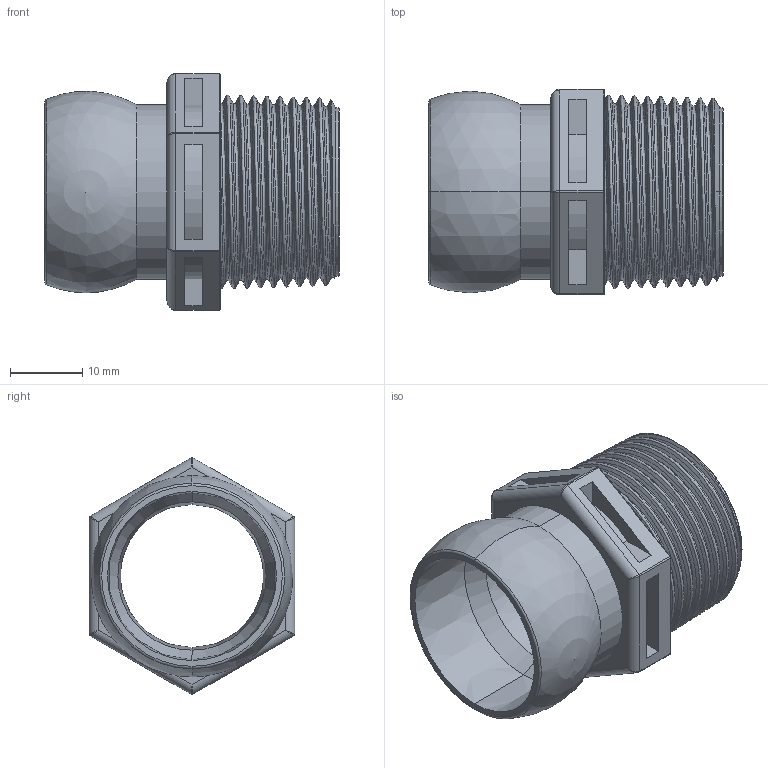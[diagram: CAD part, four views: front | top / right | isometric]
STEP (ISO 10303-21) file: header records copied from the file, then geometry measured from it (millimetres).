
FILE_DESCRIPTION (( 'STEP AP203' ), '1' );
FILE_NAME ('3-4 x3-4 BSPT.STEP', '2005-02-04T21:26:37', ( 'mark lockwood' ), ( 'lockwood products inc.' ), 'SwSTEP 2.0', 'SolidWorks 2004146', '' );
FILE_SCHEMA (( 'CONFIG_CONTROL_DESIGN' ));
Length unit declared in the file: inch
Products named in the file (1): 3-4 x3-4 BSPT
Bounding box: 40.69 x 28.45 x 32.77 mm (x, y, z)
Volume: 7910.5 mm3; surface area: 8039.3 mm2
Topology: 1 solids, 1 shells, 98 faces, 233 edges, 137 vertices
Faces by surface type: plane 34, cylinder 31, bspline 12, torus 11, cone 8, sphere 2
Entity records: 10463 total; most frequent: CARTESIAN_POINT 8249, ORIENTED_EDGE 444, DIRECTION 437, EDGE_CURVE 222, AXIS2_PLACEMENT_3D 163, VERTEX_POINT 134, VECTOR 111, LINE 111
